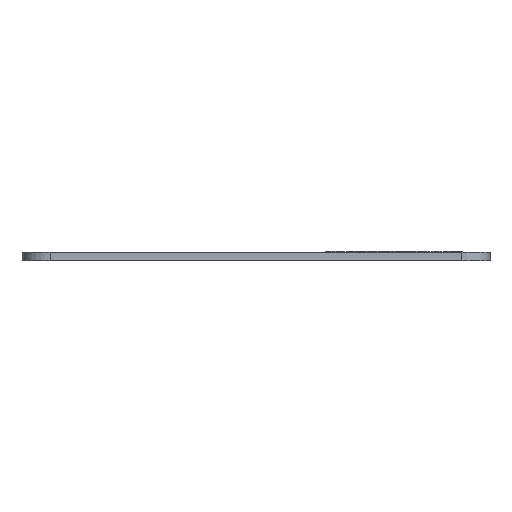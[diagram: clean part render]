
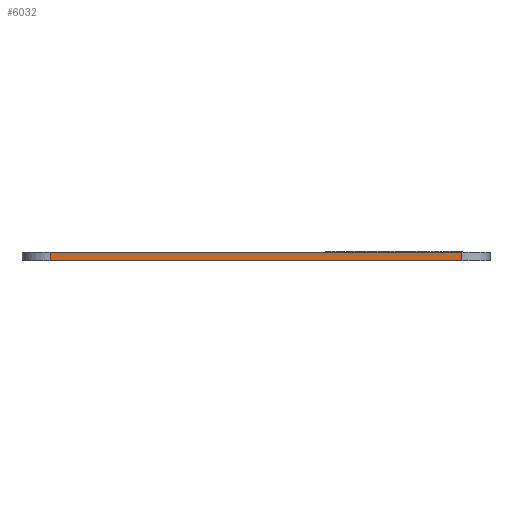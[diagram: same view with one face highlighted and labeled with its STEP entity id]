
A CAD part, front view. The second image highlights one B-rep face of the part: STEP entity #6032.
In plain terms, the highlighted planar face has unit normal (0, -1, 0).
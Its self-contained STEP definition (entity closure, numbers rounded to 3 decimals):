
#198=PLANE('',#6196);
#495=FACE_OUTER_BOUND('',#846,.T.);
#846=EDGE_LOOP('',(#5278,#5279,#5280,#5281));
#957=LINE('',#7876,#1407);
#1279=LINE('',#12161,#1729);
#1280=LINE('',#12164,#1730);
#1281=LINE('',#12165,#1731);
#1407=VECTOR('',#6341,10.);
#1729=VECTOR('',#6835,10.);
#1730=VECTOR('',#6838,10.);
#1731=VECTOR('',#6839,10.);
#2292=VERTEX_POINT('',#7872);
#2294=VERTEX_POINT('',#7875);
#2771=VERTEX_POINT('',#12159);
#2772=VERTEX_POINT('',#12163);
#2938=EDGE_CURVE('',#2292,#2294,#957,.T.);
#3628=EDGE_CURVE('',#2771,#2292,#1279,.T.);
#3629=EDGE_CURVE('',#2772,#2771,#1280,.T.);
#3630=EDGE_CURVE('',#2294,#2772,#1281,.T.);
#5278=ORIENTED_EDGE('',*,*,#3628,.F.);
#5279=ORIENTED_EDGE('',*,*,#3629,.F.);
#5280=ORIENTED_EDGE('',*,*,#3630,.F.);
#5281=ORIENTED_EDGE('',*,*,#2938,.F.);
#6032=ADVANCED_FACE('',(#495),#198,.T.);
#6196=AXIS2_PLACEMENT_3D('',#12162,#6836,#6837);
#6341=DIRECTION('',(1.,0.,0.));
#6835=DIRECTION('',(0.,0.,1.));
#6836=DIRECTION('center_axis',(0.,-1.,0.));
#6837=DIRECTION('ref_axis',(1.,0.,0.));
#6838=DIRECTION('',(-1.,0.,0.));
#6839=DIRECTION('',(0.,0.,-1.));
#7872=CARTESIAN_POINT('',(-6.929,-88.096,1.5));
#7875=CARTESIAN_POINT('',(66.258,-88.096,1.5));
#7876=CARTESIAN_POINT('',(71.258,-88.096,1.5));
#12159=CARTESIAN_POINT('',(-6.929,-88.096,0.));
#12161=CARTESIAN_POINT('',(-6.929,-88.096,0.));
#12162=CARTESIAN_POINT('Origin',(-11.929,-88.096,0.));
#12163=CARTESIAN_POINT('',(66.258,-88.096,0.));
#12164=CARTESIAN_POINT('',(71.258,-88.096,0.));
#12165=CARTESIAN_POINT('',(66.258,-88.096,0.));
